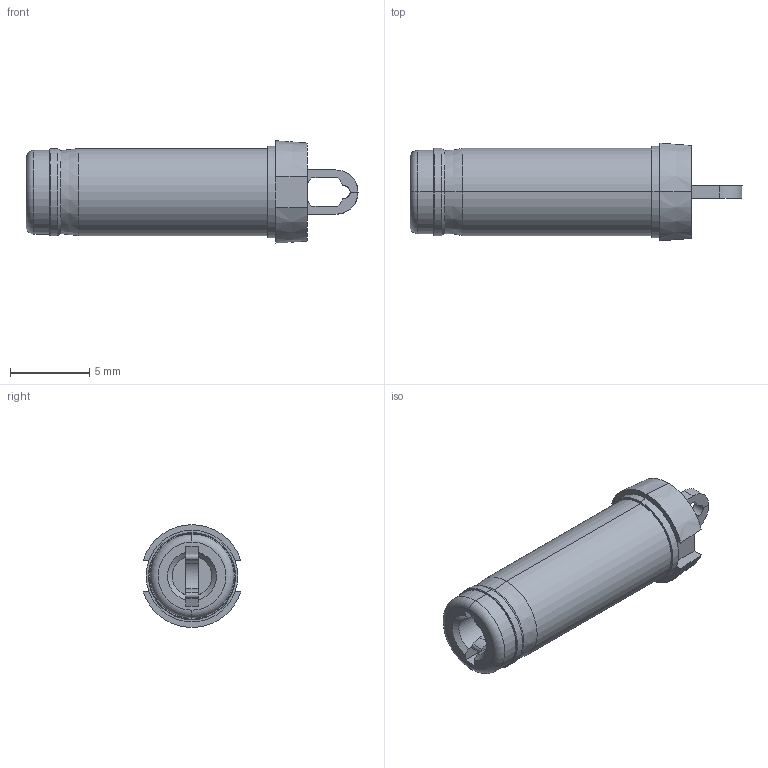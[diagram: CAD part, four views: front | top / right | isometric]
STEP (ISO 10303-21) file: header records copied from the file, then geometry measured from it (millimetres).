
FILE_DESCRIPTION (( 'STEP AP203' ), '1' );
FILE_NAME ('50-00314.step', '2016-09-15T22:38:35', ( '' ), ( '' ), 'SwSTEP 2.0', 'SolidWorks 2015', '' );
FILE_SCHEMA (( 'CONFIG_CONTROL_DESIGN' ));
Length unit declared in the file: millimetre
Products named in the file (4): 50-00314; 50-00314 spring contact; 50-00314 shell; 50-00314 insulator
Assembly tree (3 placements, depth 2):
  50-00314
    50-00314 spring contact
    50-00314 shell
    50-00314 insulator
Bounding box: 21 x 6.18 x 6.49 mm (x, y, z)
Volume: 378 mm3; surface area: 1152 mm2
Topology: 4 solids, 4 shells, 120 faces, 312 edges, 204 vertices
Faces by surface type: cylinder 55, plane 52, cone 11, torus 2
Entity records: 4245 total; most frequent: CARTESIAN_POINT 882, ORIENTED_EDGE 624, DIRECTION 612, EDGE_CURVE 312, AXIS2_PLACEMENT_3D 221, VERTEX_POINT 204, LINE 170, VECTOR 170
